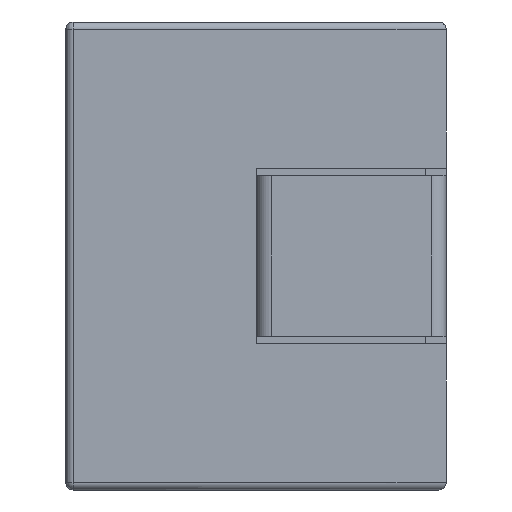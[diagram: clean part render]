
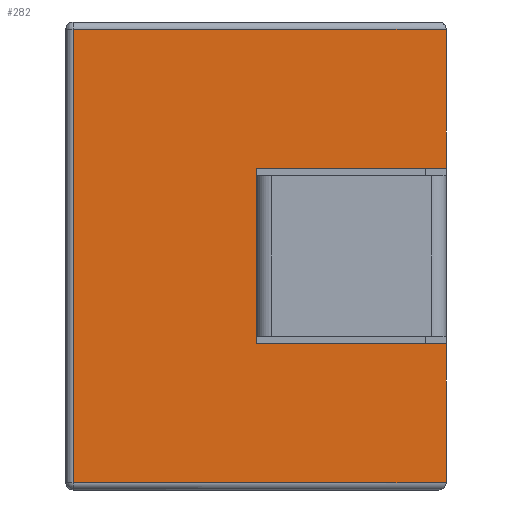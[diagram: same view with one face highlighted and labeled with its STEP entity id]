
A CAD part, left-side view. The second image highlights one B-rep face of the part: STEP entity #282.
In plain terms, the highlighted planar face has unit normal (-1, 0, 0).
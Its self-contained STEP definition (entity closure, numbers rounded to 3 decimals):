
#62 = VECTOR ( 'NONE', #2661, 1000. ) ;
#94 = DIRECTION ( 'NONE',  ( 0., -1., 0. ) ) ;
#102 = CARTESIAN_POINT ( 'NONE',  ( -2.8, 0., -1.55 ) ) ;
#216 = VERTEX_POINT ( 'NONE', #831 ) ;
#243 = DIRECTION ( 'NONE',  ( 1., 0., 0. ) ) ;
#244 = FACE_OUTER_BOUND ( 'NONE', #949, .T. ) ;
#259 = DIRECTION ( 'NONE',  ( 0., 0., -1. ) ) ;
#282 = ADVANCED_FACE ( 'NONE', ( #244 ), #1093, .F. ) ;
#345 = DIRECTION ( 'NONE',  ( 0., -1., 0. ) ) ;
#419 = CARTESIAN_POINT ( 'NONE',  ( -2.8, 2.6, 1.55 ) ) ;
#426 = VERTEX_POINT ( 'NONE', #2615 ) ;
#463 = VECTOR ( 'NONE', #1895, 1000. ) ;
#495 = CARTESIAN_POINT ( 'NONE',  ( -2.8, 0., 0.6 ) ) ;
#520 = CARTESIAN_POINT ( 'NONE',  ( -2.8, 1.296, 0.6 ) ) ;
#572 = VERTEX_POINT ( 'NONE', #495 ) ;
#691 = EDGE_CURVE ( 'NONE', #1875, #2562, #2726, .T. ) ;
#732 = VECTOR ( 'NONE', #345, 1000. ) ;
#742 = DIRECTION ( 'NONE',  ( 0., 0., 1. ) ) ;
#762 = CARTESIAN_POINT ( 'NONE',  ( -2.8, 1.296, -0.6 ) ) ;
#796 = DIRECTION ( 'NONE',  ( 0., 0., -1. ) ) ;
#820 = LINE ( 'NONE', #419, #463 ) ;
#831 = CARTESIAN_POINT ( 'NONE',  ( -2.8, 1.296, 0.6 ) ) ;
#862 = ORIENTED_EDGE ( 'NONE', *, *, #2058, .T. ) ;
#872 = CARTESIAN_POINT ( 'NONE',  ( -2.8, 0., 1.55 ) ) ;
#916 = CARTESIAN_POINT ( 'NONE',  ( -2.8, 0., -1.6 ) ) ;
#935 = VERTEX_POINT ( 'NONE', #2579 ) ;
#949 = EDGE_LOOP ( 'NONE', ( #2338, #1497, #1570, #1551, #1437, #1090, #1676, #862 ) ) ;
#1023 = EDGE_CURVE ( 'NONE', #935, #216, #1096, .T. ) ;
#1090 = ORIENTED_EDGE ( 'NONE', *, *, #1921, .F. ) ;
#1093 = PLANE ( 'NONE',  #2739 ) ;
#1096 = LINE ( 'NONE', #762, #62 ) ;
#1123 = CARTESIAN_POINT ( 'NONE',  ( -2.8, 1.296, -0.6 ) ) ;
#1152 = VECTOR ( 'NONE', #1269, 1000. ) ;
#1185 = VECTOR ( 'NONE', #94, 1000. ) ;
#1250 = VECTOR ( 'NONE', #742, 1000. ) ;
#1266 = VERTEX_POINT ( 'NONE', #102 ) ;
#1269 = DIRECTION ( 'NONE',  ( 0., -1., 0. ) ) ;
#1286 = CARTESIAN_POINT ( 'NONE',  ( -2.8, 2.6, -1.6 ) ) ;
#1341 = CARTESIAN_POINT ( 'NONE',  ( -2.8, 2.55, 1.55 ) ) ;
#1437 = ORIENTED_EDGE ( 'NONE', *, *, #1882, .T. ) ;
#1492 = LINE ( 'NONE', #1123, #1185 ) ;
#1497 = ORIENTED_EDGE ( 'NONE', *, *, #2751, .T. ) ;
#1551 = ORIENTED_EDGE ( 'NONE', *, *, #1747, .T. ) ;
#1570 = ORIENTED_EDGE ( 'NONE', *, *, #691, .T. ) ;
#1608 = CARTESIAN_POINT ( 'NONE',  ( -2.8, 0., -1.6 ) ) ;
#1676 = ORIENTED_EDGE ( 'NONE', *, *, #1023, .T. ) ;
#1702 = LINE ( 'NONE', #1945, #1152 ) ;
#1744 = VERTEX_POINT ( 'NONE', #872 ) ;
#1747 = EDGE_CURVE ( 'NONE', #2562, #1266, #1702, .T. ) ;
#1865 = LINE ( 'NONE', #520, #732 ) ;
#1875 = VERTEX_POINT ( 'NONE', #1341 ) ;
#1882 = EDGE_CURVE ( 'NONE', #1266, #426, #1902, .T. ) ;
#1895 = DIRECTION ( 'NONE',  ( 0., 1., 0. ) ) ;
#1902 = LINE ( 'NONE', #916, #2668 ) ;
#1921 = EDGE_CURVE ( 'NONE', #935, #426, #1492, .T. ) ;
#1945 = CARTESIAN_POINT ( 'NONE',  ( -2.8, 2.6, -1.55 ) ) ;
#1985 = DIRECTION ( 'NONE',  ( 0., 0., 1. ) ) ;
#2047 = CARTESIAN_POINT ( 'NONE',  ( -2.8, 2.55, -1.6 ) ) ;
#2058 = EDGE_CURVE ( 'NONE', #216, #572, #1865, .T. ) ;
#2087 = EDGE_CURVE ( 'NONE', #572, #1744, #2602, .T. ) ;
#2338 = ORIENTED_EDGE ( 'NONE', *, *, #2087, .T. ) ;
#2461 = CARTESIAN_POINT ( 'NONE',  ( -2.8, 2.55, -1.55 ) ) ;
#2522 = VECTOR ( 'NONE', #796, 1000. ) ;
#2562 = VERTEX_POINT ( 'NONE', #2461 ) ;
#2579 = CARTESIAN_POINT ( 'NONE',  ( -2.8, 1.296, -0.6 ) ) ;
#2602 = LINE ( 'NONE', #1608, #1250 ) ;
#2615 = CARTESIAN_POINT ( 'NONE',  ( -2.8, 0., -0.6 ) ) ;
#2661 = DIRECTION ( 'NONE',  ( 0., 0., 1. ) ) ;
#2668 = VECTOR ( 'NONE', #1985, 1000. ) ;
#2726 = LINE ( 'NONE', #2047, #2522 ) ;
#2739 = AXIS2_PLACEMENT_3D ( 'NONE', #1286, #243, #259 ) ;
#2751 = EDGE_CURVE ( 'NONE', #1744, #1875, #820, .T. ) ;
